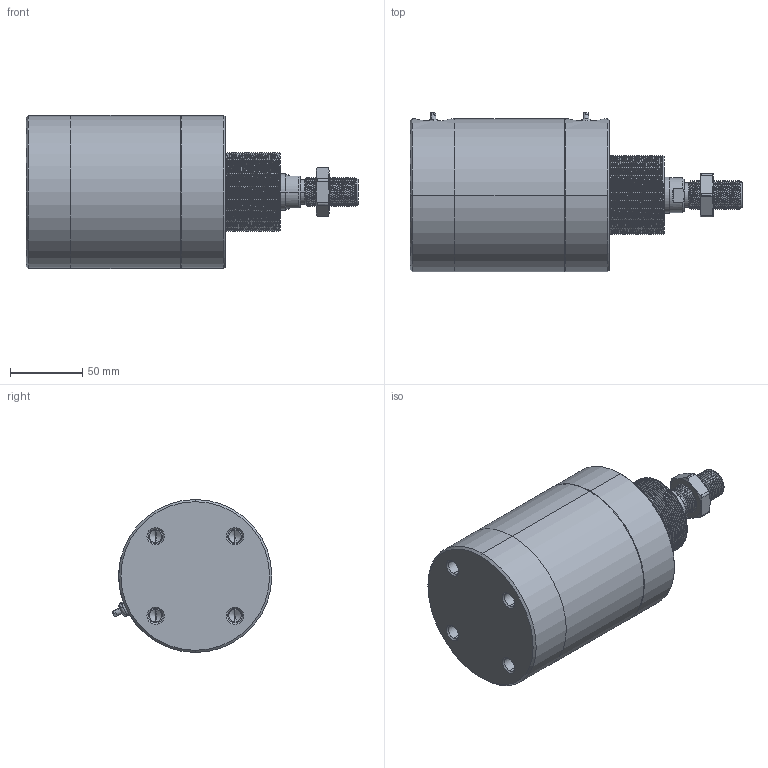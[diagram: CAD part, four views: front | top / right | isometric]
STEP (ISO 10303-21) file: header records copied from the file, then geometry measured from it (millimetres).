
FILE_DESCRIPTION (( 'STEP AP214' ), '1' );
FILE_NAME ('U100 0000 1720.STEP', '2021-05-05T11:11:41', ( '' ), ( '' ), 'SwSTEP 2.0', 'SolidWorks 2019', '' );
FILE_SCHEMA (( 'AUTOMOTIVE_DESIGN' ));
Length unit declared in the file: millimetre
Products named in the file (19): 9100-35-R_9100-35-0; 1100-20; Bremseskrue 63-125; Bolt-DIN912_M16x55; Leje_PAP2520P11; 9100-36JB2; Stempeltætning_E4A088N3578; 9025-34_9025-34-0; Oring_ORING 96 X 2,00; Afstryger (32-125)_407288; Magnet_9310; Bremsepakning_PP3646N3589; Oring_ORING 03,80 X 1,25; U100 0000 1720; 1100-17; 9040-01; 9041-01; Stempelstangsmøtrik_U1909030
Assembly tree (25 placements, depth 3):
  U100 0000 1720
    1100-17
    1100-20
    9100-35-R_9100-35-0
    9025-34_9025-34-0
    Bremseskrue 63-125
      9040-01
      9041-01
      Oring_ORING 03,80 X 1,25
    Bremseskrue 63-125
      9040-01
      9041-01
      Oring_ORING 03,80 X 1,25
    Afstryger (32-125)_407288
    9100-36JB2  x2
    Leje_PAP2520P11
    Stempeltætning_E4A088N3578  x2
    Bremsepakning_PP3646N3589  x2
    Oring_ORING 96 X 2,00  x2
    Bolt-DIN912_M16x55
    Magnet_9310
    Stempelstangsmøtrik_U1909030
Bounding box: 230 x 110.55 x 106 mm (x, y, z)
Volume: 1246861.3 mm3; surface area: 285879.9 mm2
Topology: 23 solids, 23 shells, 848 faces, 1977 edges, 1221 vertices
Faces by surface type: cylinder 397, cone 193, plane 178, torus 68, bspline 12
Entity records: 36597 total; most frequent: CARTESIAN_POINT 20855, ORIENTED_EDGE 3218, DIRECTION 3108, EDGE_CURVE 1609, AXIS2_PLACEMENT_3D 1269, VERTEX_POINT 1006, EDGE_LOOP 769, FACE_OUTER_BOUND 684
